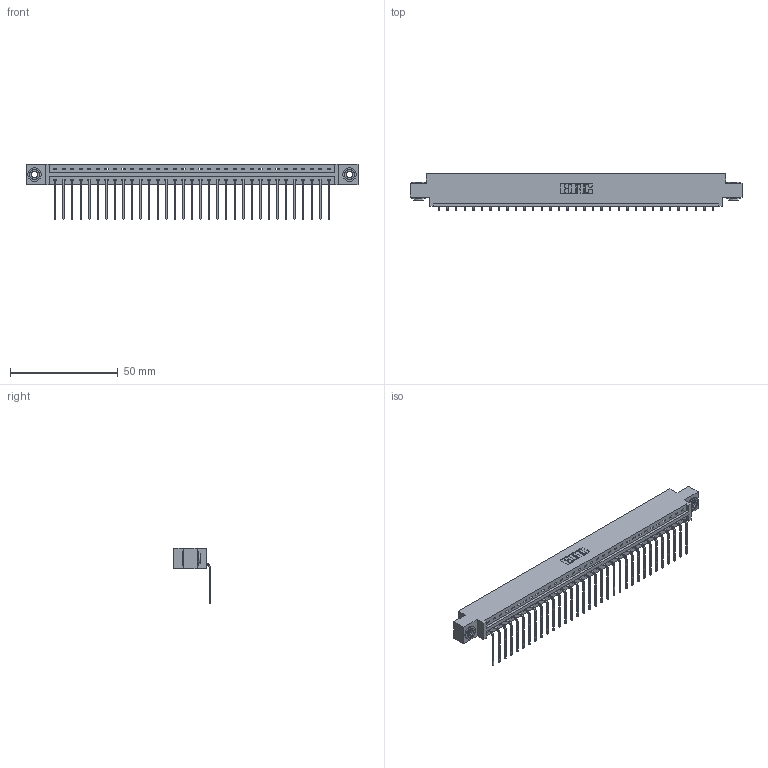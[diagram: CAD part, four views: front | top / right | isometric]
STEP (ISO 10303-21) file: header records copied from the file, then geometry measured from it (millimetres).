
FILE_DESCRIPTION (( 'STEP AP203' ), '1' );
FILE_NAME ('387-033-559-603.STEP', '2019-10-03T22:45:17', ( '' ), ( '' ), 'SwSTEP 2.0', 'SolidWorks 2016', '' );
FILE_SCHEMA (( 'CONFIG_CONTROL_DESIGN' ));
Length unit declared in the file: inch
Products named in the file (4): 387-033-559-603; 345-292-001_558 559 Tail - 1; 345-250-002_345-250-002-102; 337 Part_0.170 Offset - 0.156 Dia-TH
Assembly tree (36 placements, depth 2):
  387-033-559-603
    337 Part_0.170 Offset - 0.156 Dia-TH
    345-292-001_558 559 Tail - 1  x33
    345-250-002_345-250-002-102  x2
Bounding box: 153.77 x 17.09 x 25.53 mm (x, y, z)
Volume: 15881.2 mm3; surface area: 17365.5 mm2
Topology: 36 solids, 36 shells, 2268 faces, 6801 edges, 4486 vertices
Faces by surface type: plane 1668, cylinder 592, cone 8
Entity records: 26560 total; most frequent: CARTESIAN_POINT 4604, ORIENTED_EDGE 4566, DIRECTION 3927, EDGE_CURVE 2283, VECTOR 2131, LINE 2131, VERTEX_POINT 1518, AXIS2_PLACEMENT_3D 898
